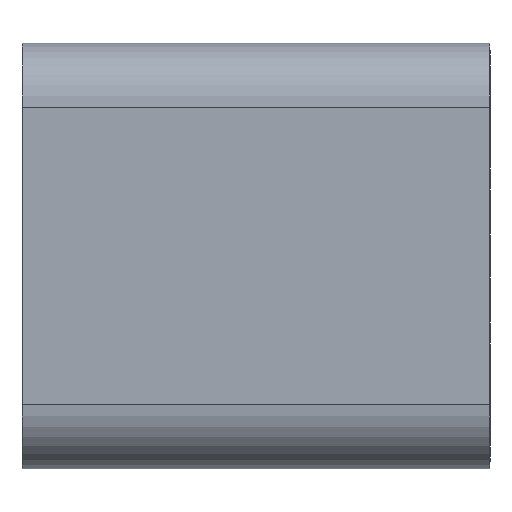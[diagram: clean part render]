
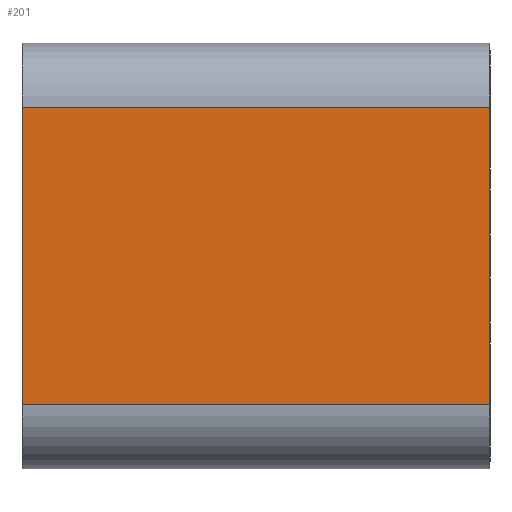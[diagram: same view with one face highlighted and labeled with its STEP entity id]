
A CAD part, left-side view. The second image highlights one B-rep face of the part: STEP entity #201.
In plain terms, the highlighted planar face has unit normal (-1, 0, 0).
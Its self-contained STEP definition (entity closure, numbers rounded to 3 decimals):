
#65 = CARTESIAN_POINT ( 'NONE',  ( -10.318, -2., -0.75 ) ) ;
#86 = DIRECTION ( 'NONE',  ( 1., 0., 0. ) ) ;
#138 = LINE ( 'NONE', #525, #154 ) ;
#139 = EDGE_LOOP ( 'NONE', ( #686, #1237, #607, #469 ) ) ;
#154 = VECTOR ( 'NONE', #915, 1000. ) ;
#166 = DIRECTION ( 'NONE',  ( 0., 0., 1. ) ) ;
#201 = ADVANCED_FACE ( 'NONE', ( #341 ), #637, .F. ) ;
#248 = CARTESIAN_POINT ( 'NONE',  ( -10.318, 20., -3.75 ) ) ;
#269 = CARTESIAN_POINT ( 'NONE',  ( -10.318, 20., -3.75 ) ) ;
#277 = EDGE_CURVE ( 'NONE', #615, #703, #552, .T. ) ;
#318 = CARTESIAN_POINT ( 'NONE',  ( -10.318, 20., 13.25 ) ) ;
#339 = LINE ( 'NONE', #422, #977 ) ;
#341 = FACE_OUTER_BOUND ( 'NONE', #139, .T. ) ;
#362 = CARTESIAN_POINT ( 'NONE',  ( -10.318, -2., -3.75 ) ) ;
#381 = EDGE_CURVE ( 'NONE', #1215, #703, #339, .T. ) ;
#415 = DIRECTION ( 'NONE',  ( 0., 0., 1. ) ) ;
#422 = CARTESIAN_POINT ( 'NONE',  ( -10.318, 20., 13.25 ) ) ;
#469 = ORIENTED_EDGE ( 'NONE', *, *, #381, .T. ) ;
#513 = DIRECTION ( 'NONE',  ( 0., 1., 0. ) ) ;
#520 = VECTOR ( 'NONE', #415, 1000. ) ;
#525 = CARTESIAN_POINT ( 'NONE',  ( -10.318, 20., -0.75 ) ) ;
#552 = LINE ( 'NONE', #269, #520 ) ;
#569 = VECTOR ( 'NONE', #166, 1000. ) ;
#607 = ORIENTED_EDGE ( 'NONE', *, *, #1221, .T. ) ;
#615 = VERTEX_POINT ( 'NONE', #790 ) ;
#637 = PLANE ( 'NONE',  #825 ) ;
#661 = DIRECTION ( 'NONE',  ( 0., 0., -1. ) ) ;
#686 = ORIENTED_EDGE ( 'NONE', *, *, #277, .F. ) ;
#703 = VERTEX_POINT ( 'NONE', #318 ) ;
#761 = LINE ( 'NONE', #362, #569 ) ;
#790 = CARTESIAN_POINT ( 'NONE',  ( -10.318, 20., -0.75 ) ) ;
#792 = VERTEX_POINT ( 'NONE', #65 ) ;
#825 = AXIS2_PLACEMENT_3D ( 'NONE', #248, #86, #661 ) ;
#915 = DIRECTION ( 'NONE',  ( 0., -1., 0. ) ) ;
#977 = VECTOR ( 'NONE', #513, 1000. ) ;
#1036 = CARTESIAN_POINT ( 'NONE',  ( -10.318, -2., 13.25 ) ) ;
#1085 = EDGE_CURVE ( 'NONE', #615, #792, #138, .T. ) ;
#1215 = VERTEX_POINT ( 'NONE', #1036 ) ;
#1221 = EDGE_CURVE ( 'NONE', #792, #1215, #761, .T. ) ;
#1237 = ORIENTED_EDGE ( 'NONE', *, *, #1085, .T. ) ;
